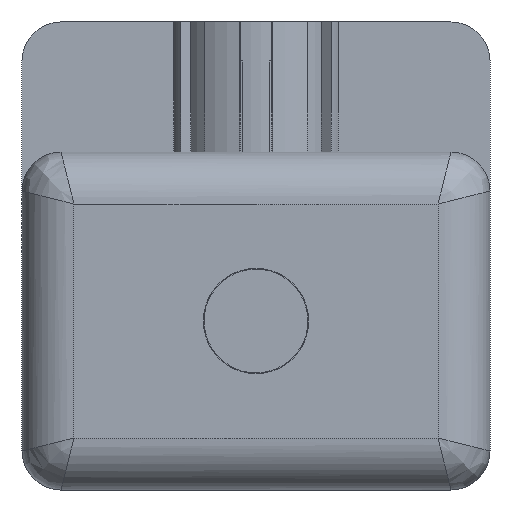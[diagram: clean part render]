
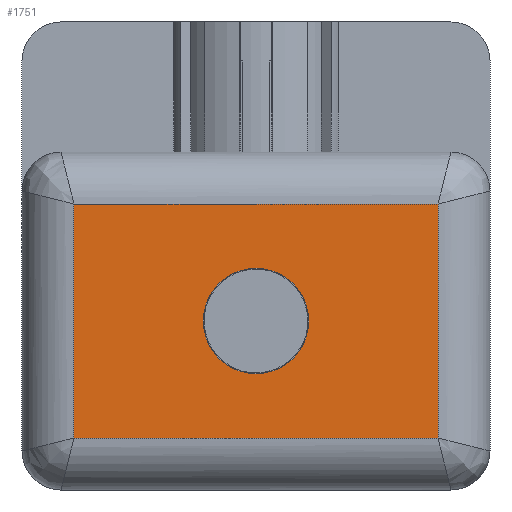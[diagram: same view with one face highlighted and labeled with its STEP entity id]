
A CAD part, front view. The second image highlights one B-rep face of the part: STEP entity #1751.
In plain terms, the highlighted planar face has unit normal (0, -1, 0).
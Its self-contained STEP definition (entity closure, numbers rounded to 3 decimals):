
#555=LINE('',#7105,#995);
#556=LINE('',#7108,#996);
#557=LINE('',#7110,#997);
#558=LINE('',#7112,#998);
#995=VECTOR('',#5672,1.);
#996=VECTOR('',#5673,1.);
#997=VECTOR('',#5674,1.);
#998=VECTOR('',#5675,1.);
#1353=PLANE('',#5051);
#1751=ADVANCED_FACE('',(#2084,#2085),#1353,.F.);
#2084=FACE_BOUND('',#2130,.T.);
#2085=FACE_BOUND('',#2131,.T.);
#2130=EDGE_LOOP('',(#2534,#2535,#2536,#2537));
#2131=EDGE_LOOP('',(#2538));
#2534=ORIENTED_EDGE('',*,*,#4274,.T.);
#2535=ORIENTED_EDGE('',*,*,#4275,.T.);
#2536=ORIENTED_EDGE('',*,*,#4276,.T.);
#2537=ORIENTED_EDGE('',*,*,#4277,.T.);
#2538=ORIENTED_EDGE('',*,*,#4266,.T.);
#3818=VERTEX_POINT('',#7088);
#3826=VERTEX_POINT('',#7106);
#3827=VERTEX_POINT('',#7107);
#3828=VERTEX_POINT('',#7109);
#3829=VERTEX_POINT('',#7111);
#4266=EDGE_CURVE('',#3818,#3818,#4829,.T.);
#4274=EDGE_CURVE('',#3826,#3827,#555,.T.);
#4275=EDGE_CURVE('',#3827,#3828,#556,.T.);
#4276=EDGE_CURVE('',#3828,#3829,#557,.T.);
#4277=EDGE_CURVE('',#3829,#3826,#558,.T.);
#4829=CIRCLE('',#5045,2.025);
#5045=AXIS2_PLACEMENT_3D('',#7087,#5656,#5657);
#5051=AXIS2_PLACEMENT_3D('',#7113,#5676,#5677);
#5656=DIRECTION('',(0.,1.,0.));
#5657=DIRECTION('',(0.,0.,1.));
#5672=DIRECTION('',(-1.,0.,0.));
#5673=DIRECTION('',(0.,0.,-1.));
#5674=DIRECTION('',(1.,0.,0.));
#5675=DIRECTION('',(0.,0.,1.));
#5676=DIRECTION('',(0.,1.,0.));
#5677=DIRECTION('',(0.,0.,1.));
#7087=CARTESIAN_POINT('',(0.,0.,0.));
#7088=CARTESIAN_POINT('',(0.,0.,2.025));
#7105=CARTESIAN_POINT('',(0.,0.,4.5));
#7106=CARTESIAN_POINT('',(7.,0.,4.5));
#7107=CARTESIAN_POINT('',(-7.,0.,4.5));
#7108=CARTESIAN_POINT('',(-7.,0.,0.));
#7109=CARTESIAN_POINT('',(-7.,0.,-4.5));
#7110=CARTESIAN_POINT('',(0.,0.,-4.5));
#7111=CARTESIAN_POINT('',(7.,0.,-4.5));
#7112=CARTESIAN_POINT('',(7.,0.,0.));
#7113=CARTESIAN_POINT('',(0.,0.,0.));
